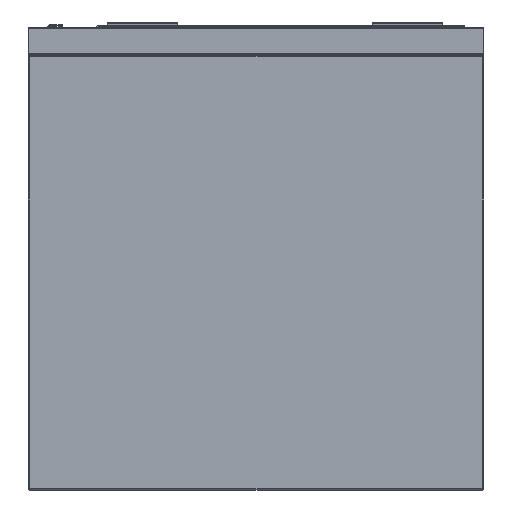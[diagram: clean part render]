
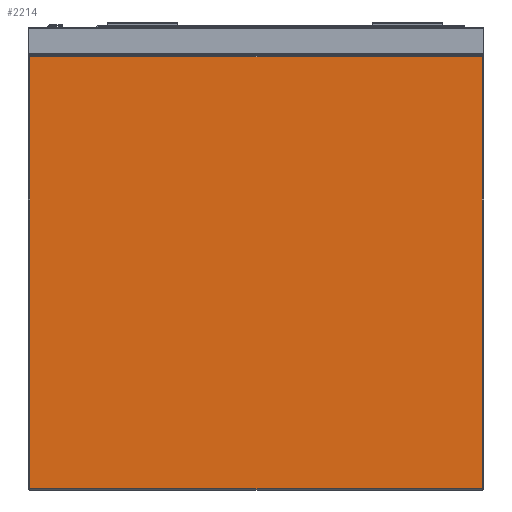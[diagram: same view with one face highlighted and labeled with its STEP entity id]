
A CAD part, left-side view. The second image highlights one B-rep face of the part: STEP entity #2214.
In plain terms, the highlighted planar face has unit normal (-1, 0, 0).
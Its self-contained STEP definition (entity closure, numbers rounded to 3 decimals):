
#767 = CARTESIAN_POINT ( 'NONE',  ( -660., 323., -658. ) ) ;
#1299 = EDGE_CURVE ( 'NONE', #6468, #8334, #32760, .T. ) ;
#1306 = LINE ( 'NONE', #12403, #2744 ) ;
#2214 = ADVANCED_FACE ( 'Fl�che7', ( #14365 ), #17669, .T. ) ;
#2474 = EDGE_CURVE ( 'NONE', #8334, #6031, #24114, .T. ) ;
#2744 = VECTOR ( 'NONE', #3723, 1000. ) ;
#3192 = LINE ( 'NONE', #8931, #7715 ) ;
#3218 = ORIENTED_EDGE ( 'NONE', *, *, #21647, .T. ) ;
#3723 = DIRECTION ( 'NONE',  ( 0., 0., -1. ) ) ;
#4921 = DIRECTION ( 'NONE',  ( 0., 0., 1. ) ) ;
#5850 = CARTESIAN_POINT ( 'NONE',  ( -660., 323., -42. ) ) ;
#6031 = VERTEX_POINT ( 'NONE', #5850 ) ;
#6468 = VERTEX_POINT ( 'NONE', #26087 ) ;
#7715 = VECTOR ( 'NONE', #17404, 1000. ) ;
#8080 = VERTEX_POINT ( 'NONE', #767 ) ;
#8334 = VERTEX_POINT ( 'NONE', #36311 ) ;
#8538 = ORIENTED_EDGE ( 'NONE', *, *, #2474, .T. ) ;
#8931 = CARTESIAN_POINT ( 'NONE',  ( -660., -325., -658. ) ) ;
#9505 = ORIENTED_EDGE ( 'NONE', *, *, #25720, .T. ) ;
#9977 = EDGE_LOOP ( 'NONE', ( #25766, #8538, #3218, #9505 ) ) ;
#11601 = DIRECTION ( 'NONE',  ( 0., 0., 1. ) ) ;
#12403 = CARTESIAN_POINT ( 'NONE',  ( -660., 323., -660. ) ) ;
#12878 = DIRECTION ( 'NONE',  ( 0., 1., 0. ) ) ;
#13734 = AXIS2_PLACEMENT_3D ( 'NONE', #23394, #34616, #11601 ) ;
#13772 = CARTESIAN_POINT ( 'NONE',  ( -660., -323., -660. ) ) ;
#14365 = FACE_OUTER_BOUND ( 'NONE', #9977, .T. ) ;
#16697 = VECTOR ( 'NONE', #12878, 1000. ) ;
#17404 = DIRECTION ( 'NONE',  ( 0., -1., 0. ) ) ;
#17669 = PLANE ( 'NONE',  #13734 ) ;
#21647 = EDGE_CURVE ( 'NONE', #6031, #8080, #1306, .T. ) ;
#23394 = CARTESIAN_POINT ( 'NONE',  ( -660., -325., -660. ) ) ;
#24114 = LINE ( 'NONE', #26891, #16697 ) ;
#25720 = EDGE_CURVE ( 'NONE', #8080, #6468, #3192, .T. ) ;
#25766 = ORIENTED_EDGE ( 'NONE', *, *, #1299, .T. ) ;
#26087 = CARTESIAN_POINT ( 'NONE',  ( -660., -323., -658. ) ) ;
#26628 = VECTOR ( 'NONE', #4921, 1000. ) ;
#26891 = CARTESIAN_POINT ( 'NONE',  ( -660., 325., -42. ) ) ;
#32760 = LINE ( 'NONE', #13772, #26628 ) ;
#34616 = DIRECTION ( 'NONE',  ( -1., 0., 0. ) ) ;
#36311 = CARTESIAN_POINT ( 'NONE',  ( -660., -323., -42. ) ) ;
